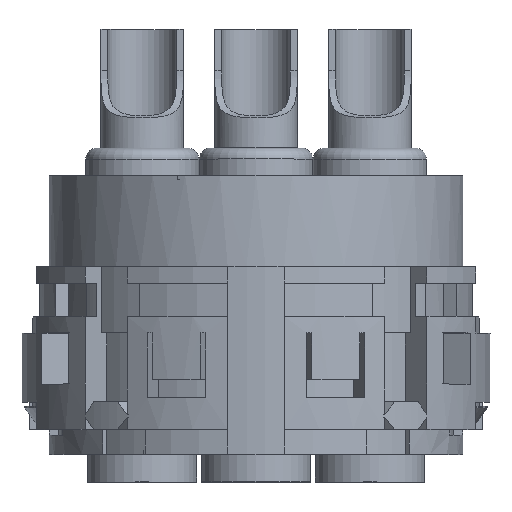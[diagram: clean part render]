
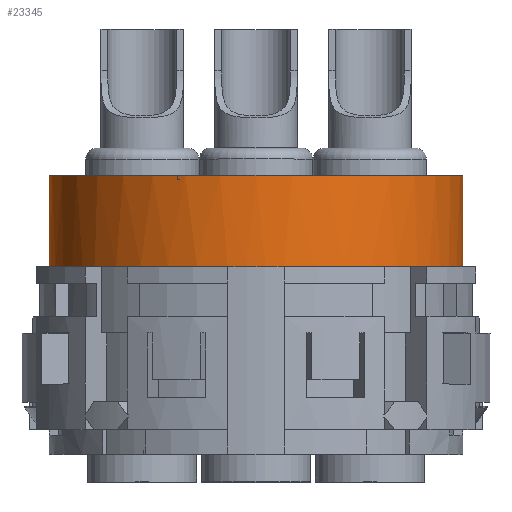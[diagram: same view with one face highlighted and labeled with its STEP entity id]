
A CAD part, top view. The second image highlights one B-rep face of the part: STEP entity #23345.
In plain terms, the highlighted cylindrical face has radius 7.5 mm (diameter 15 mm), a partial arc.
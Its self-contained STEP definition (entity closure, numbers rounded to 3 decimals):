
#3318=CARTESIAN_POINT('',(0.,6.8,0.));
#3319=DIRECTION('',(0.,1.,0.));
#3320=DIRECTION('',(0.137,0.,0.991));
#3321=AXIS2_PLACEMENT_3D('',#3318,#3319,#3320);
#3336=CARTESIAN_POINT('',(0.,6.8,0.));
#3337=DIRECTION('',(0.,1.,0.));
#3338=DIRECTION('',(0.93,0.,0.368));
#3339=AXIS2_PLACEMENT_3D('',#3336,#3337,#3338);
#3346=CARTESIAN_POINT('',(0.,6.8,0.));
#3347=DIRECTION('',(0.,1.,0.));
#3348=DIRECTION('',(-1.,0.,0.));
#3349=AXIS2_PLACEMENT_3D('',#3346,#3347,#3348);
#3364=CARTESIAN_POINT('',(0.,6.8,0.));
#3365=DIRECTION('',(0.,1.,0.));
#3366=DIRECTION('',(-0.779,0.,0.627));
#3367=AXIS2_PLACEMENT_3D('',#3364,#3365,#3366);
#3599=CARTESIAN_POINT('',(0.,6.8,0.));
#3600=DIRECTION('',(0.,1.,0.));
#3601=DIRECTION('',(0.779,0.,0.627));
#3602=AXIS2_PLACEMENT_3D('',#3599,#3600,#3601);
#3604=CARTESIAN_POINT('',(0.,6.8,0.));
#3605=DIRECTION('',(0.,1.,0.));
#3606=DIRECTION('',(-0.137,0.,0.991));
#3607=AXIS2_PLACEMENT_3D('',#3604,#3605,#3606);
#3609=CARTESIAN_POINT('',(0.,6.8,0.));
#3610=DIRECTION('',(0.,1.,0.));
#3611=DIRECTION('',(-0.93,0.,0.368));
#3612=AXIS2_PLACEMENT_3D('',#3609,#3610,#3611);
#3614=DIRECTION('',(0.,1.,0.));
#3615=VECTOR('',#3614,3.3);
#3616=CARTESIAN_POINT('',(-7.5,6.8,0.));
#3617=LINE('',#3616,#3615);
#3799=DIRECTION('',(0.,1.,0.));
#3800=VECTOR('',#3799,3.3);
#3801=CARTESIAN_POINT('',(7.5,6.8,0.));
#3802=LINE('',#3801,#3800);
#3803=CARTESIAN_POINT('',(0.,10.1,0.));
#3804=DIRECTION('',(0.,1.,0.));
#3805=DIRECTION('',(-1.,0.,0.));
#3806=AXIS2_PLACEMENT_3D('',#3803,#3804,#3805);
#16438=CARTESIAN_POINT('',(-7.5,10.1,0.));
#16439=CARTESIAN_POINT('',(7.5,10.1,0.));
#16440=VERTEX_POINT('',#16438);
#16441=VERTEX_POINT('',#16439);
#16442=CARTESIAN_POINT('',(7.5,6.8,0.));
#16443=CARTESIAN_POINT('',(-7.5,6.8,0.));
#16444=VERTEX_POINT('',#16442);
#16445=VERTEX_POINT('',#16443);
#16661=CARTESIAN_POINT('',(-1.025,6.8,7.43));
#16663=VERTEX_POINT('',#16661);
#16664=CARTESIAN_POINT('',(1.025,6.8,7.43));
#16666=VERTEX_POINT('',#16664);
#16741=CARTESIAN_POINT('',(-6.975,6.8,2.757));
#16743=VERTEX_POINT('',#16741);
#16754=CARTESIAN_POINT('',(-5.843,6.8,4.702));
#16756=VERTEX_POINT('',#16754);
#16788=CARTESIAN_POINT('',(6.975,6.8,2.757));
#16790=VERTEX_POINT('',#16788);
#16827=CARTESIAN_POINT('',(5.843,6.8,4.702));
#16829=VERTEX_POINT('',#16827);
#23323=CARTESIAN_POINT('',(0.,6.8,0.));
#23324=DIRECTION('',(0.,1.,0.));
#23325=DIRECTION('',(-1.,0.,0.));
#23326=AXIS2_PLACEMENT_3D('',#23323,#23324,#23325);
#23327=CYLINDRICAL_SURFACE('',#23326,7.5);
#23328=ORIENTED_EDGE('',*,*,#23311,.F.);
#23329=ORIENTED_EDGE('',*,*,#22893,.F.);
#23331=ORIENTED_EDGE('',*,*,#23330,.F.);
#23332=ORIENTED_EDGE('',*,*,#22913,.F.);
#23334=ORIENTED_EDGE('',*,*,#23333,.F.);
#23335=ORIENTED_EDGE('',*,*,#22905,.F.);
#23337=ORIENTED_EDGE('',*,*,#23336,.T.);
#23339=ORIENTED_EDGE('',*,*,#23338,.T.);
#23341=ORIENTED_EDGE('',*,*,#23340,.F.);
#23342=ORIENTED_EDGE('',*,*,#22901,.F.);
#23343=EDGE_LOOP('',(#23328,#23329,#23331,#23332,#23334,#23335,#23337,#23339,
#23341,#23342));
#23344=FACE_OUTER_BOUND('',#23343,.F.);
#3322=CIRCLE('',#3321,7.5);
#3340=CIRCLE('',#3339,7.5);
#3350=CIRCLE('',#3349,7.5);
#3368=CIRCLE('',#3367,7.5);
#3603=CIRCLE('',#3602,7.5);
#3608=CIRCLE('',#3607,7.5);
#3613=CIRCLE('',#3612,7.5);
#3807=CIRCLE('',#3806,7.5);
#22893=EDGE_CURVE('',#16666,#16829,#3322,.T.);
#22901=EDGE_CURVE('',#16790,#16444,#3340,.T.);
#22905=EDGE_CURVE('',#16445,#16743,#3350,.T.);
#22913=EDGE_CURVE('',#16756,#16663,#3368,.T.);
#23311=EDGE_CURVE('',#16829,#16790,#3603,.T.);
#23330=EDGE_CURVE('',#16663,#16666,#3608,.T.);
#23333=EDGE_CURVE('',#16743,#16756,#3613,.T.);
#23336=EDGE_CURVE('',#16445,#16440,#3617,.T.);
#23338=EDGE_CURVE('',#16440,#16441,#3807,.T.);
#23340=EDGE_CURVE('',#16444,#16441,#3802,.T.);
#23345=ADVANCED_FACE('',(#23344),#23327,.T.);
